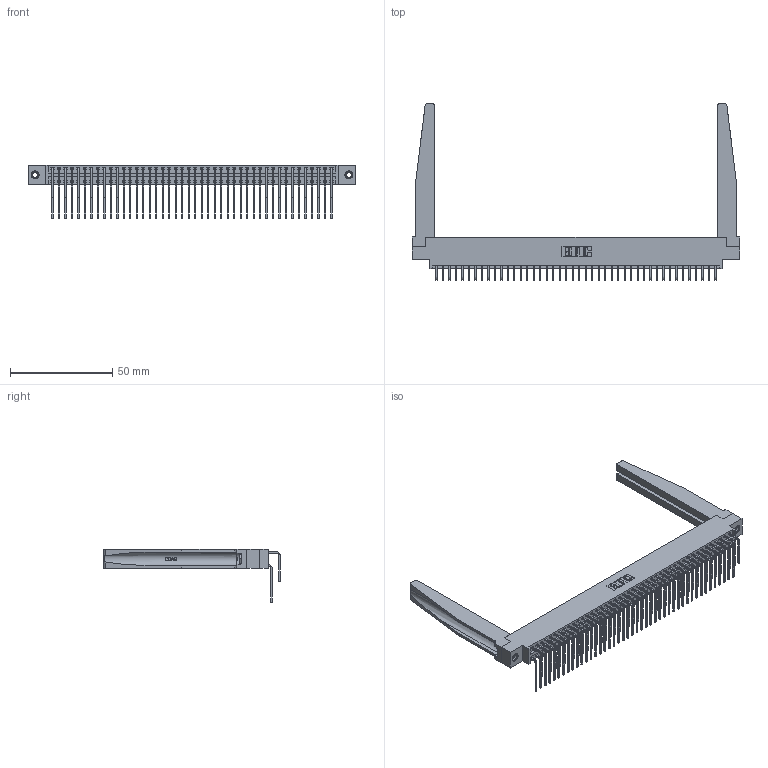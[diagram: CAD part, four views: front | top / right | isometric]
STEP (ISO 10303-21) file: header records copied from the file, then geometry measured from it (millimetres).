
FILE_DESCRIPTION (( 'STEP AP203' ), '1' );
FILE_NAME ('396-088-559-878.STEP', '2019-11-03T14:09:15', ( '' ), ( '' ), 'SwSTEP 2.0', 'SolidWorks 2016', '' );
FILE_SCHEMA (( 'CONFIG_CONTROL_DESIGN' ));
Length unit declared in the file: inch
Products named in the file (6): 346 Part_0.170 Offset - 0.156 Dia-TH; 345-292-001_559 Tail - 2; 345-250-001_345-250-001-102; 345-292-001_558 559 Tail - 1; 346-220-078_345-220-078; 396-088-559-878
Assembly tree (93 placements, depth 2):
  396-088-559-878
    346 Part_0.170 Offset - 0.156 Dia-TH
    345-292-001_558 559 Tail - 1  x44
    345-292-001_559 Tail - 2  x44
    346-220-078_345-220-078  x2
    345-250-001_345-250-001-102  x2
Bounding box: 160.27 x 86.17 x 26.16 mm (x, y, z)
Volume: 22906.1 mm3; surface area: 31173.3 mm2
Topology: 93 solids, 93 shells, 5112 faces, 15117 edges, 9950 vertices
Faces by surface type: plane 3478, cylinder 1582, bspline 36, cone 12, torus 4
Entity records: 35110 total; most frequent: CARTESIAN_POINT 6774, ORIENTED_EDGE 5546, DIRECTION 4979, EDGE_CURVE 2773, LINE 2331, VECTOR 2331, VERTEX_POINT 1840, AXIS2_PLACEMENT_3D 1324
